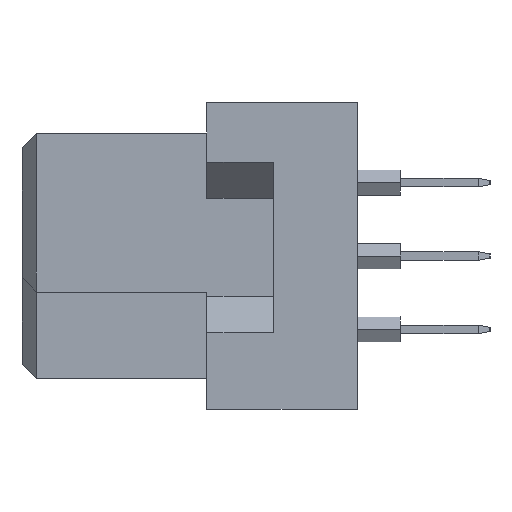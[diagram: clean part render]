
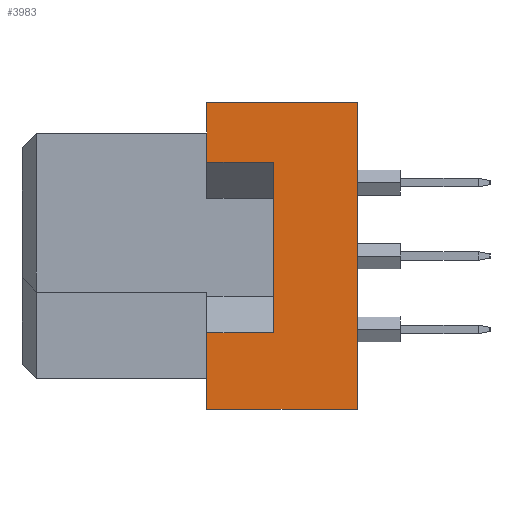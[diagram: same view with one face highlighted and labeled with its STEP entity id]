
A CAD part, left-side view. The second image highlights one B-rep face of the part: STEP entity #3983.
In plain terms, the highlighted planar face has unit normal (-1, 0, 0).
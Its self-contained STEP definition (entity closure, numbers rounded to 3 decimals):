
#129 = ORIENTED_EDGE ( 'NONE', *, *, #8145, .F. ) ;
#980 = VERTEX_POINT ( 'NONE', #33073 ) ;
#1128 = CARTESIAN_POINT ( 'NONE',  ( -47.5, -6.4, -2.65 ) ) ;
#1247 = LINE ( 'NONE', #33643, #30823 ) ;
#1940 = ORIENTED_EDGE ( 'NONE', *, *, #7775, .T. ) ;
#3983 = ADVANCED_FACE ( 'NONE', ( #34976 ), #18561, .T. ) ;
#5322 = DIRECTION ( 'NONE',  ( 0., 1., 0. ) ) ;
#5641 = LINE ( 'NONE', #24734, #33718 ) ;
#6075 = DIRECTION ( 'NONE',  ( 0., 1., 0. ) ) ;
#6152 = EDGE_CURVE ( 'NONE', #27422, #38953, #1247, .T. ) ;
#7594 = LINE ( 'NONE', #39576, #25043 ) ;
#7775 = EDGE_CURVE ( 'NONE', #19445, #40171, #23027, .T. ) ;
#7776 = CARTESIAN_POINT ( 'NONE',  ( -47.5, -6.4, 5.3 ) ) ;
#8117 = VECTOR ( 'NONE', #5322, 1000. ) ;
#8145 = EDGE_CURVE ( 'NONE', #29442, #34265, #28170, .T. ) ;
#8647 = LINE ( 'NONE', #17792, #8117 ) ;
#8978 = VECTOR ( 'NONE', #27366, 1000. ) ;
#9282 = EDGE_LOOP ( 'NONE', ( #28209, #29515, #24755, #34971, #1940, #40697, #32488, #129 ) ) ;
#9408 = CARTESIAN_POINT ( 'NONE',  ( -47.5, -8.7, -2.65 ) ) ;
#9431 = DIRECTION ( 'NONE',  ( -1., 0., 0. ) ) ;
#11262 = EDGE_CURVE ( 'NONE', #34265, #15677, #5641, .T. ) ;
#12523 = LINE ( 'NONE', #9408, #27906 ) ;
#13718 = DIRECTION ( 'NONE',  ( 0., 0., 1. ) ) ;
#14442 = VECTOR ( 'NONE', #36426, 1000. ) ;
#14953 = AXIS2_PLACEMENT_3D ( 'NONE', #15445, #9431, #28525 ) ;
#15445 = CARTESIAN_POINT ( 'NONE',  ( -47.5, -11.6, 5.3 ) ) ;
#15677 = VERTEX_POINT ( 'NONE', #36707 ) ;
#16688 = CARTESIAN_POINT ( 'NONE',  ( -47.5, -11.6, 5.3 ) ) ;
#17504 = LINE ( 'NONE', #16688, #14442 ) ;
#17792 = CARTESIAN_POINT ( 'NONE',  ( -47.5, -11.6, -5.3 ) ) ;
#18561 = PLANE ( 'NONE',  #14953 ) ;
#19445 = VERTEX_POINT ( 'NONE', #34697 ) ;
#20342 = EDGE_CURVE ( 'NONE', #980, #27422, #8647, .T. ) ;
#22816 = DIRECTION ( 'NONE',  ( 0., 1., 0. ) ) ;
#23027 = LINE ( 'NONE', #35700, #27300 ) ;
#23586 = DIRECTION ( 'NONE',  ( 0., 0., 1. ) ) ;
#24734 = CARTESIAN_POINT ( 'NONE',  ( -47.5, -8.7, 3.25 ) ) ;
#24755 = ORIENTED_EDGE ( 'NONE', *, *, #20342, .F. ) ;
#25043 = VECTOR ( 'NONE', #23586, 1000. ) ;
#27300 = VECTOR ( 'NONE', #22816, 1000. ) ;
#27366 = DIRECTION ( 'NONE',  ( 0., 0., 1. ) ) ;
#27422 = VERTEX_POINT ( 'NONE', #31418 ) ;
#27659 = DIRECTION ( 'NONE',  ( 0., 1., 0. ) ) ;
#27906 = VECTOR ( 'NONE', #6075, 1000. ) ;
#28170 = LINE ( 'NONE', #40436, #8978 ) ;
#28209 = ORIENTED_EDGE ( 'NONE', *, *, #40332, .T. ) ;
#28525 = DIRECTION ( 'NONE',  ( 0., 0., 1. ) ) ;
#28815 = CARTESIAN_POINT ( 'NONE',  ( -47.5, -8.7, 3.25 ) ) ;
#29442 = VERTEX_POINT ( 'NONE', #36753 ) ;
#29515 = ORIENTED_EDGE ( 'NONE', *, *, #6152, .F. ) ;
#30823 = VECTOR ( 'NONE', #13718, 1000. ) ;
#31418 = CARTESIAN_POINT ( 'NONE',  ( -47.5, -6.4, -5.3 ) ) ;
#31881 = EDGE_CURVE ( 'NONE', #15677, #40171, #7594, .T. ) ;
#32314 = EDGE_CURVE ( 'NONE', #980, #19445, #17504, .T. ) ;
#32488 = ORIENTED_EDGE ( 'NONE', *, *, #11262, .F. ) ;
#33073 = CARTESIAN_POINT ( 'NONE',  ( -47.5, -11.6, -5.3 ) ) ;
#33643 = CARTESIAN_POINT ( 'NONE',  ( -47.5, -6.4, -5.3 ) ) ;
#33718 = VECTOR ( 'NONE', #27659, 1000. ) ;
#34265 = VERTEX_POINT ( 'NONE', #28815 ) ;
#34697 = CARTESIAN_POINT ( 'NONE',  ( -47.5, -11.6, 5.3 ) ) ;
#34971 = ORIENTED_EDGE ( 'NONE', *, *, #32314, .T. ) ;
#34976 = FACE_OUTER_BOUND ( 'NONE', #9282, .T. ) ;
#35700 = CARTESIAN_POINT ( 'NONE',  ( -47.5, -11.6, 5.3 ) ) ;
#36426 = DIRECTION ( 'NONE',  ( 0., 0., 1. ) ) ;
#36707 = CARTESIAN_POINT ( 'NONE',  ( -47.5, -6.4, 3.25 ) ) ;
#36753 = CARTESIAN_POINT ( 'NONE',  ( -47.5, -8.7, -2.65 ) ) ;
#38953 = VERTEX_POINT ( 'NONE', #1128 ) ;
#39576 = CARTESIAN_POINT ( 'NONE',  ( -47.5, -6.4, -5.3 ) ) ;
#40171 = VERTEX_POINT ( 'NONE', #7776 ) ;
#40332 = EDGE_CURVE ( 'NONE', #29442, #38953, #12523, .T. ) ;
#40436 = CARTESIAN_POINT ( 'NONE',  ( -47.5, -8.7, -2.65 ) ) ;
#40697 = ORIENTED_EDGE ( 'NONE', *, *, #31881, .F. ) ;
